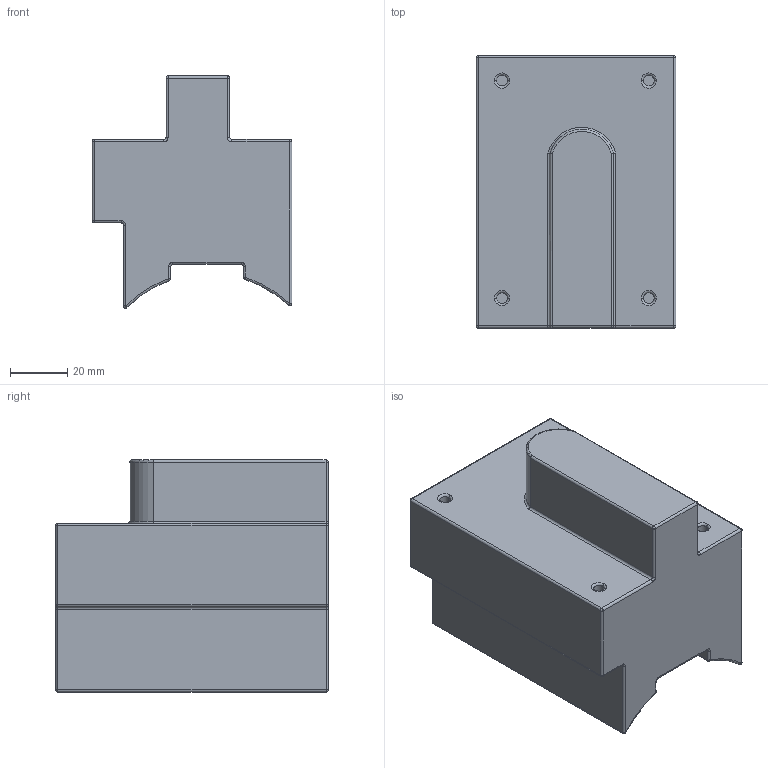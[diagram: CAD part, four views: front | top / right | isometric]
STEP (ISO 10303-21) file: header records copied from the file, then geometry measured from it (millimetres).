
FILE_DESCRIPTION (( 'STEP AP214' ), '1' );
FILE_NAME ('80mm-chuckholder.STEP', '2012-05-22T04:01:50', ( 'wamuser' ), ( '' ), 'SwSTEP 2.0', 'SolidWorks 2012', '' );
FILE_SCHEMA (( 'AUTOMOTIVE_DESIGN' ));
Length unit declared in the file: inch
Products named in the file (1): 80mm-chuckholder
Bounding box: 69.85 x 95.25 x 81.23 mm (x, y, z)
Volume: 338667.4 mm3; surface area: 36713.4 mm2
Topology: 1 solids, 1 shells, 102 faces, 228 edges, 116 vertices
Faces by surface type: cylinder 47, torus 22, plane 17, sphere 16
Entity records: 2740 total; most frequent: DIRECTION 542, CARTESIAN_POINT 463, ORIENTED_EDGE 424, AXIS2_PLACEMENT_3D 231, EDGE_CURVE 212, CIRCLE 128, VERTEX_POINT 116, EDGE_LOOP 106
